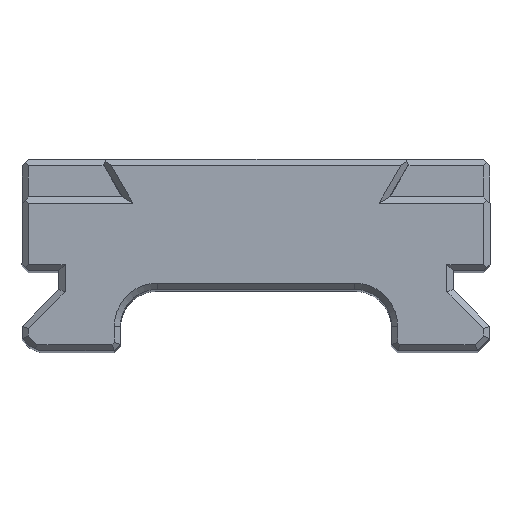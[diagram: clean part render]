
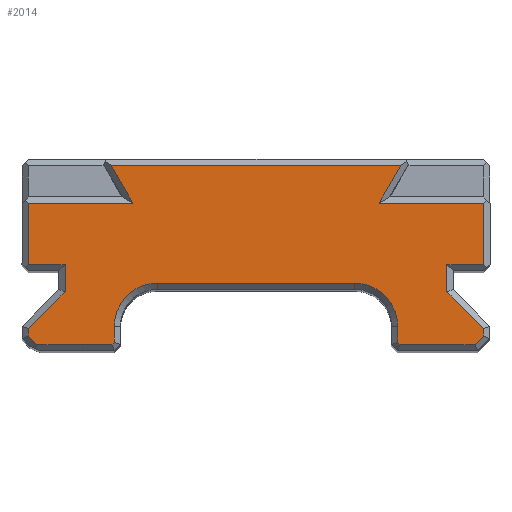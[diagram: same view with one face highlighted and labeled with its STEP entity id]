
A CAD part, top view. The second image highlights one B-rep face of the part: STEP entity #2014.
In plain terms, the highlighted planar face has unit normal (0, 0, 1).
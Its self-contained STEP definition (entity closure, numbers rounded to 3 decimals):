
#44=CIRCLE('',#2153,3.5);
#45=CIRCLE('',#2154,3.5);
#198=ORIENTED_EDGE('',*,*,#761,.T.);
#199=ORIENTED_EDGE('',*,*,#762,.T.);
#200=ORIENTED_EDGE('',*,*,#763,.T.);
#201=ORIENTED_EDGE('',*,*,#764,.T.);
#202=ORIENTED_EDGE('',*,*,#765,.T.);
#203=ORIENTED_EDGE('',*,*,#766,.T.);
#204=ORIENTED_EDGE('',*,*,#767,.T.);
#205=ORIENTED_EDGE('',*,*,#768,.T.);
#206=ORIENTED_EDGE('',*,*,#769,.T.);
#207=ORIENTED_EDGE('',*,*,#770,.T.);
#208=ORIENTED_EDGE('',*,*,#771,.T.);
#209=ORIENTED_EDGE('',*,*,#772,.T.);
#210=ORIENTED_EDGE('',*,*,#773,.T.);
#211=ORIENTED_EDGE('',*,*,#774,.T.);
#212=ORIENTED_EDGE('',*,*,#775,.T.);
#213=ORIENTED_EDGE('',*,*,#776,.T.);
#214=ORIENTED_EDGE('',*,*,#777,.T.);
#215=ORIENTED_EDGE('',*,*,#778,.T.);
#216=ORIENTED_EDGE('',*,*,#779,.T.);
#217=ORIENTED_EDGE('',*,*,#780,.T.);
#218=ORIENTED_EDGE('',*,*,#781,.T.);
#219=ORIENTED_EDGE('',*,*,#782,.T.);
#220=ORIENTED_EDGE('',*,*,#783,.T.);
#221=ORIENTED_EDGE('',*,*,#784,.T.);
#222=ORIENTED_EDGE('',*,*,#785,.T.);
#223=ORIENTED_EDGE('',*,*,#786,.T.);
#761=EDGE_CURVE('',#1037,#1038,#1220,.T.);
#762=EDGE_CURVE('',#1038,#1039,#44,.F.);
#763=EDGE_CURVE('',#1039,#1040,#1221,.T.);
#764=EDGE_CURVE('',#1040,#1041,#1222,.T.);
#765=EDGE_CURVE('',#1041,#1042,#1223,.T.);
#766=EDGE_CURVE('',#1042,#1043,#1224,.T.);
#767=EDGE_CURVE('',#1043,#1044,#1225,.T.);
#768=EDGE_CURVE('',#1044,#1045,#1226,.T.);
#769=EDGE_CURVE('',#1045,#1046,#1227,.T.);
#770=EDGE_CURVE('',#1046,#1047,#1228,.T.);
#771=EDGE_CURVE('',#1047,#1048,#1229,.T.);
#772=EDGE_CURVE('',#1048,#1049,#1230,.T.);
#773=EDGE_CURVE('',#1049,#1050,#1231,.T.);
#774=EDGE_CURVE('',#1050,#1051,#1232,.F.);
#775=EDGE_CURVE('',#1051,#1052,#1233,.T.);
#776=EDGE_CURVE('',#1052,#1053,#1234,.T.);
#777=EDGE_CURVE('',#1053,#1054,#1235,.T.);
#778=EDGE_CURVE('',#1054,#1055,#1236,.T.);
#779=EDGE_CURVE('',#1055,#1056,#1237,.T.);
#780=EDGE_CURVE('',#1056,#1057,#1238,.T.);
#781=EDGE_CURVE('',#1057,#1058,#1239,.T.);
#782=EDGE_CURVE('',#1058,#1059,#1240,.T.);
#783=EDGE_CURVE('',#1059,#1060,#1241,.T.);
#784=EDGE_CURVE('',#1060,#1061,#1242,.T.);
#785=EDGE_CURVE('',#1061,#1062,#1243,.T.);
#786=EDGE_CURVE('',#1062,#1037,#45,.F.);
#1037=VERTEX_POINT('',#3075);
#1038=VERTEX_POINT('',#3076);
#1039=VERTEX_POINT('',#3078);
#1040=VERTEX_POINT('',#3080);
#1041=VERTEX_POINT('',#3082);
#1042=VERTEX_POINT('',#3084);
#1043=VERTEX_POINT('',#3086);
#1044=VERTEX_POINT('',#3088);
#1045=VERTEX_POINT('',#3090);
#1046=VERTEX_POINT('',#3092);
#1047=VERTEX_POINT('',#3094);
#1048=VERTEX_POINT('',#3096);
#1049=VERTEX_POINT('',#3098);
#1050=VERTEX_POINT('',#3100);
#1051=VERTEX_POINT('',#3102);
#1052=VERTEX_POINT('',#3104);
#1053=VERTEX_POINT('',#3106);
#1054=VERTEX_POINT('',#3108);
#1055=VERTEX_POINT('',#3110);
#1056=VERTEX_POINT('',#3112);
#1057=VERTEX_POINT('',#3114);
#1058=VERTEX_POINT('',#3116);
#1059=VERTEX_POINT('',#3118);
#1060=VERTEX_POINT('',#3120);
#1061=VERTEX_POINT('',#3122);
#1062=VERTEX_POINT('',#3124);
#1220=LINE('',#3074,#1491);
#1221=LINE('',#3079,#1492);
#1222=LINE('',#3081,#1493);
#1223=LINE('',#3083,#1494);
#1224=LINE('',#3085,#1495);
#1225=LINE('',#3087,#1496);
#1226=LINE('',#3089,#1497);
#1227=LINE('',#3091,#1498);
#1228=LINE('',#3093,#1499);
#1229=LINE('',#3095,#1500);
#1230=LINE('',#3097,#1501);
#1231=LINE('',#3099,#1502);
#1232=LINE('',#3101,#1503);
#1233=LINE('',#3103,#1504);
#1234=LINE('',#3105,#1505);
#1235=LINE('',#3107,#1506);
#1236=LINE('',#3109,#1507);
#1237=LINE('',#3111,#1508);
#1238=LINE('',#3113,#1509);
#1239=LINE('',#3115,#1510);
#1240=LINE('',#3117,#1511);
#1241=LINE('',#3119,#1512);
#1242=LINE('',#3121,#1513);
#1243=LINE('',#3123,#1514);
#1491=VECTOR('',#2449,1000.);
#1492=VECTOR('',#2452,1000.);
#1493=VECTOR('',#2453,1000.);
#1494=VECTOR('',#2454,1000.);
#1495=VECTOR('',#2455,1000.);
#1496=VECTOR('',#2456,1000.);
#1497=VECTOR('',#2457,1000.);
#1498=VECTOR('',#2458,1000.);
#1499=VECTOR('',#2459,1000.);
#1500=VECTOR('',#2460,1000.);
#1501=VECTOR('',#2461,1000.);
#1502=VECTOR('',#2462,1000.);
#1503=VECTOR('',#2463,1000.);
#1504=VECTOR('',#2464,1000.);
#1505=VECTOR('',#2465,1000.);
#1506=VECTOR('',#2466,1000.);
#1507=VECTOR('',#2467,1000.);
#1508=VECTOR('',#2468,1000.);
#1509=VECTOR('',#2469,1000.);
#1510=VECTOR('',#2470,1000.);
#1511=VECTOR('',#2471,1000.);
#1512=VECTOR('',#2472,1000.);
#1513=VECTOR('',#2473,1000.);
#1514=VECTOR('',#2474,1000.);
#1666=EDGE_LOOP('',(#198,#199,#200,#201,#202,#203,#204,#205,#206,#207,#208,
#209,#210,#211,#212,#213,#214,#215,#216,#217,#218,#219,#220,#221,#222,#223));
#1791=FACE_BOUND('',#1666,.T.);
#1910=PLANE('',#2152);
#2014=ADVANCED_FACE('',(#1791),#1910,.T.);
#2152=AXIS2_PLACEMENT_3D('',#3073,#2447,#2448);
#2153=AXIS2_PLACEMENT_3D('',#3077,#2450,#2451);
#2154=AXIS2_PLACEMENT_3D('',#3125,#2475,#2476);
#2447=DIRECTION('',(0.,0.,1.));
#2448=DIRECTION('',(0.,1.,0.));
#2449=DIRECTION('',(1.,0.,0.));
#2450=DIRECTION('',(0.,0.,1.));
#2451=DIRECTION('',(1.,0.,0.));
#2452=DIRECTION('',(0.,-1.,0.));
#2453=DIRECTION('',(0.707,-0.707,0.));
#2454=DIRECTION('',(1.,0.,0.));
#2455=DIRECTION('',(0.707,0.707,0.));
#2456=DIRECTION('',(0.,1.,0.));
#2457=DIRECTION('',(-0.707,0.707,0.));
#2458=DIRECTION('',(0.,1.,0.));
#2459=DIRECTION('',(1.,0.,0.));
#2460=DIRECTION('',(0.,1.,0.));
#2461=DIRECTION('',(-1.,0.,0.));
#2462=DIRECTION('',(0.5,0.866,0.));
#2463=DIRECTION('',(1.,0.,0.));
#2464=DIRECTION('',(0.5,-0.866,0.));
#2465=DIRECTION('',(-1.,0.,0.));
#2466=DIRECTION('',(0.,-1.,0.));
#2467=DIRECTION('',(1.,0.,0.));
#2468=DIRECTION('',(0.,-1.,0.));
#2469=DIRECTION('',(-0.707,-0.707,0.));
#2470=DIRECTION('',(0.,-1.,0.));
#2471=DIRECTION('',(0.707,-0.707,0.));
#2472=DIRECTION('',(1.,0.,0.));
#2473=DIRECTION('',(0.707,0.707,0.));
#2474=DIRECTION('',(0.,1.,0.));
#2475=DIRECTION('',(0.,0.,1.));
#2476=DIRECTION('',(1.,0.,0.));
#3073=CARTESIAN_POINT('',(-7.784,-71.395,254.503));
#3074=CARTESIAN_POINT('',(8.124,-56.,254.503));
#3075=CARTESIAN_POINT('',(-7.881,-56.,254.503));
#3076=CARTESIAN_POINT('',(8.124,-56.,254.503));
#3077=CARTESIAN_POINT('',(8.124,-59.5,254.503));
#3078=CARTESIAN_POINT('',(11.624,-59.498,254.503));
#3079=CARTESIAN_POINT('',(11.629,-71.386,254.503));
#3080=CARTESIAN_POINT('',(11.624,-60.793,254.503));
#3081=CARTESIAN_POINT('',(7.217,-56.387,254.503));
#3082=CARTESIAN_POINT('',(11.832,-61.,254.503));
#3083=CARTESIAN_POINT('',(18.124,-61.,254.503));
#3084=CARTESIAN_POINT('',(17.917,-61.,254.503));
#3085=CARTESIAN_POINT('',(-0.131,-79.047,254.503));
#3086=CARTESIAN_POINT('',(18.624,-60.293,254.503));
#3087=CARTESIAN_POINT('',(18.624,-71.395,254.503));
#3088=CARTESIAN_POINT('',(18.624,-59.707,254.503));
#3089=CARTESIAN_POINT('',(15.77,-56.853,254.503));
#3090=CARTESIAN_POINT('',(15.624,-56.707,254.503));
#3091=CARTESIAN_POINT('',(15.624,-55.,254.503));
#3092=CARTESIAN_POINT('',(15.624,-54.5,254.503));
#3093=CARTESIAN_POINT('',(-7.784,-54.5,254.503));
#3094=CARTESIAN_POINT('',(18.624,-54.5,254.503));
#3095=CARTESIAN_POINT('',(18.624,-71.395,254.503));
#3096=CARTESIAN_POINT('',(18.624,-49.5,254.503));
#3097=CARTESIAN_POINT('',(-7.784,-49.5,254.503));
#3098=CARTESIAN_POINT('',(10.113,-49.5,254.503));
#3099=CARTESIAN_POINT('',(12.031,-46.179,254.503));
#3100=CARTESIAN_POINT('',(11.886,-46.429,254.503));
#3101=CARTESIAN_POINT('',(-13.881,-46.429,254.503));
#3102=CARTESIAN_POINT('',(-11.644,-46.429,254.503));
#3103=CARTESIAN_POINT('',(-10.304,-48.75,254.503));
#3104=CARTESIAN_POINT('',(-9.871,-49.5,254.503));
#3105=CARTESIAN_POINT('',(-7.784,-49.5,254.503));
#3106=CARTESIAN_POINT('',(-18.381,-49.5,254.503));
#3107=CARTESIAN_POINT('',(-18.381,-71.395,254.503));
#3108=CARTESIAN_POINT('',(-18.381,-54.5,254.503));
#3109=CARTESIAN_POINT('',(-7.784,-54.5,254.503));
#3110=CARTESIAN_POINT('',(-15.381,-54.5,254.503));
#3111=CARTESIAN_POINT('',(-15.381,-56.5,254.503));
#3112=CARTESIAN_POINT('',(-15.381,-56.707,254.503));
#3113=CARTESIAN_POINT('',(-18.527,-59.853,254.503));
#3114=CARTESIAN_POINT('',(-18.381,-59.707,254.503));
#3115=CARTESIAN_POINT('',(-18.381,-71.395,254.503));
#3116=CARTESIAN_POINT('',(-18.381,-60.293,254.503));
#3117=CARTESIAN_POINT('',(-7.531,-71.142,254.503));
#3118=CARTESIAN_POINT('',(-17.674,-61.,254.503));
#3119=CARTESIAN_POINT('',(-11.382,-61.,254.503));
#3120=CARTESIAN_POINT('',(-11.589,-61.,254.503));
#3121=CARTESIAN_POINT('',(-14.883,-64.292,254.503));
#3122=CARTESIAN_POINT('',(-11.381,-60.793,254.503));
#3123=CARTESIAN_POINT('',(-11.386,-71.393,254.503));
#3124=CARTESIAN_POINT('',(-11.381,-59.498,254.503));
#3125=CARTESIAN_POINT('',(-7.881,-59.5,254.503));
